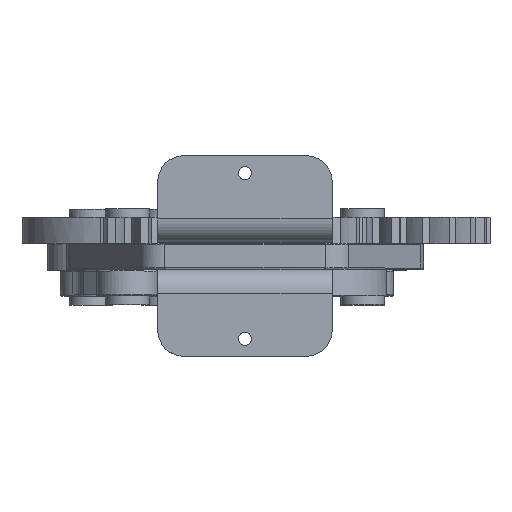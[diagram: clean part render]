
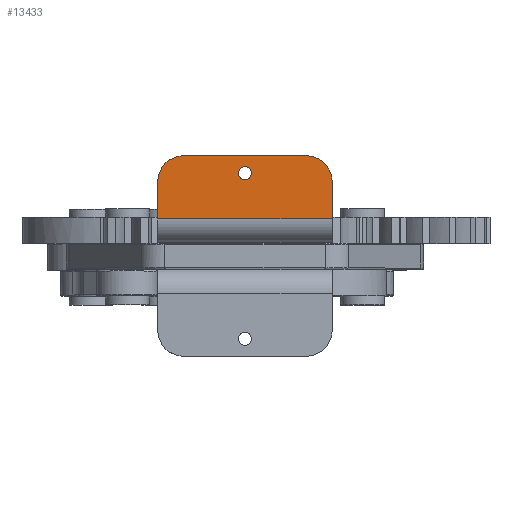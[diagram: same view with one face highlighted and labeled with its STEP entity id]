
A CAD part, top view. The second image highlights one B-rep face of the part: STEP entity #13433.
In plain terms, the highlighted free-form (B-spline) face has degree [1, 1] with [2, 2] control points.
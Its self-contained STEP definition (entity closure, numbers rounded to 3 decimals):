
#12911 = EDGE_CURVE('',#12912,#12912,#12914,.T.);
#12912 = VERTEX_POINT('',#12913);
#12913 = CARTESIAN_POINT('',(15.485,-15.727,
    40.119));
#12914 = ( BOUNDED_CURVE() B_SPLINE_CURVE(2,(#12915,#12916,#12917,#12918
    ,#12919,#12920,#12921),.UNSPECIFIED.,.T.,.F.) 
B_SPLINE_CURVE_WITH_KNOTS((3,2,2,3),(3.142,5.236,
7.33,9.425),.PIECEWISE_BEZIER_KNOTS.) CURVE() 
GEOMETRIC_REPRESENTATION_ITEM() RATIONAL_B_SPLINE_CURVE((1.,0.5,1.,0.5,
1.,0.5,1.)) REPRESENTATION_ITEM('') );
#12915 = CARTESIAN_POINT('',(15.485,-15.727,
    40.119));
#12916 = CARTESIAN_POINT('',(15.485,-14.619,
    40.119));
#12917 = CARTESIAN_POINT('',(16.445,-15.173,
    40.119));
#12918 = CARTESIAN_POINT('',(17.405,-15.727,
    40.119));
#12919 = CARTESIAN_POINT('',(16.445,-16.281,
    40.119));
#12920 = CARTESIAN_POINT('',(15.485,-16.835,
    40.119));
#12921 = CARTESIAN_POINT('',(15.485,-15.727,
    40.119));
#13078 = VERTEX_POINT('',#13079);
#13079 = CARTESIAN_POINT('',(22.096,-14.022,
    40.119));
#13084 = EDGE_CURVE('',#13078,#13085,#13087,.T.);
#13085 = VERTEX_POINT('',#13086);
#13086 = CARTESIAN_POINT('',(24.655,-16.58,
    40.119));
#13087 = ( BOUNDED_CURVE() B_SPLINE_CURVE(2,(#13088,#13089,#13090),
.UNSPECIFIED.,.F.,.F.) B_SPLINE_CURVE_WITH_KNOTS((3,3),(5.498,
7.069),.PIECEWISE_BEZIER_KNOTS.) CURVE() 
GEOMETRIC_REPRESENTATION_ITEM() RATIONAL_B_SPLINE_CURVE((1.,
0.707,1.)) REPRESENTATION_ITEM('') );
#13088 = CARTESIAN_POINT('',(22.096,-14.022,
    40.119));
#13089 = CARTESIAN_POINT('',(24.655,-14.022,
    40.119));
#13090 = CARTESIAN_POINT('',(24.655,-16.58,
    40.119));
#13116 = VERTEX_POINT('',#13117);
#13117 = CARTESIAN_POINT('',(10.154,-14.022,
    40.119));
#13122 = EDGE_CURVE('',#13078,#13116,#13123,.T.);
#13123 = B_SPLINE_CURVE_WITH_KNOTS('',1,(#13124,#13125),.UNSPECIFIED.,
  .F.,.F.,(2,2),(3.,17.),.PIECEWISE_BEZIER_KNOTS.);
#13124 = CARTESIAN_POINT('',(22.096,-14.022,
    40.119));
#13125 = CARTESIAN_POINT('',(10.154,-14.022,
    40.119));
#13313 = VERTEX_POINT('',#13314);
#13314 = CARTESIAN_POINT('',(7.595,-16.58,
    40.119));
#13319 = EDGE_CURVE('',#13313,#13116,#13320,.T.);
#13320 = ( BOUNDED_CURVE() B_SPLINE_CURVE(2,(#13321,#13322,#13323),
.UNSPECIFIED.,.F.,.F.) B_SPLINE_CURVE_WITH_KNOTS((3,3),(5.498,
7.069),.PIECEWISE_BEZIER_KNOTS.) CURVE() 
GEOMETRIC_REPRESENTATION_ITEM() RATIONAL_B_SPLINE_CURVE((1.,
0.707,1.)) REPRESENTATION_ITEM('') );
#13321 = CARTESIAN_POINT('',(7.595,-16.58,
    40.119));
#13322 = CARTESIAN_POINT('',(7.595,-14.022,
    40.119));
#13323 = CARTESIAN_POINT('',(10.154,-14.022,
    40.119));
#13339 = VERTEX_POINT('',#13340);
#13340 = CARTESIAN_POINT('',(7.595,-20.206,
    40.119));
#13345 = EDGE_CURVE('',#13339,#13313,#13346,.T.);
#13346 = B_SPLINE_CURVE_WITH_KNOTS('',1,(#13347,#13348),.UNSPECIFIED.,
  .F.,.F.,(2,2),(13.81,18.06),
  .PIECEWISE_BEZIER_KNOTS.);
#13347 = CARTESIAN_POINT('',(7.595,-20.206,
    40.119));
#13348 = CARTESIAN_POINT('',(7.595,-16.58,
    40.119));
#13359 = EDGE_CURVE('',#13360,#13085,#13362,.T.);
#13360 = VERTEX_POINT('',#13361);
#13361 = CARTESIAN_POINT('',(24.655,-20.206,
    40.119));
#13362 = B_SPLINE_CURVE_WITH_KNOTS('',1,(#13363,#13364),.UNSPECIFIED.,
  .F.,.F.,(2,2),(13.81,18.06),
  .PIECEWISE_BEZIER_KNOTS.);
#13363 = CARTESIAN_POINT('',(24.655,-20.206,
    40.119));
#13364 = CARTESIAN_POINT('',(24.655,-16.58,
    40.119));
#13380 = EDGE_CURVE('',#13339,#13360,#13381,.T.);
#13381 = B_SPLINE_CURVE_WITH_KNOTS('',1,(#13382,#13383),.UNSPECIFIED.,
  .F.,.F.,(2,2),(-10.,10.),.PIECEWISE_BEZIER_KNOTS.);
#13382 = CARTESIAN_POINT('',(7.595,-20.206,
    40.119));
#13383 = CARTESIAN_POINT('',(24.655,-20.206,
    40.119));
#13433 = ADVANCED_FACE('',(#13434,#13442),#13445,.F.);
#13434 = FACE_BOUND('',#13435,.T.);
#13435 = EDGE_LOOP('',(#13436,#13437,#13438,#13439,#13440,#13441));
#13436 = ORIENTED_EDGE('',*,*,#13084,.F.);
#13437 = ORIENTED_EDGE('',*,*,#13122,.T.);
#13438 = ORIENTED_EDGE('',*,*,#13319,.F.);
#13439 = ORIENTED_EDGE('',*,*,#13345,.F.);
#13440 = ORIENTED_EDGE('',*,*,#13380,.T.);
#13441 = ORIENTED_EDGE('',*,*,#13359,.T.);
#13442 = FACE_BOUND('',#13443,.T.);
#13443 = EDGE_LOOP('',(#13444));
#13444 = ORIENTED_EDGE('',*,*,#12911,.T.);
#13445 = B_SPLINE_SURFACE_WITH_KNOTS('',1,1,(
    (#13446,#13447)
    ,(#13448,#13449
    )),.UNSPECIFIED.,.F.,.F.,.F.,(2,2),(2,2),(-10.,10.),(3.28,
    10.53),.PIECEWISE_BEZIER_KNOTS.);
#13446 = CARTESIAN_POINT('',(24.655,-20.206,
    40.119));
#13447 = CARTESIAN_POINT('',(24.655,-14.022,
    40.119));
#13448 = CARTESIAN_POINT('',(7.595,-20.206,
    40.119));
#13449 = CARTESIAN_POINT('',(7.595,-14.022,
    40.119));
